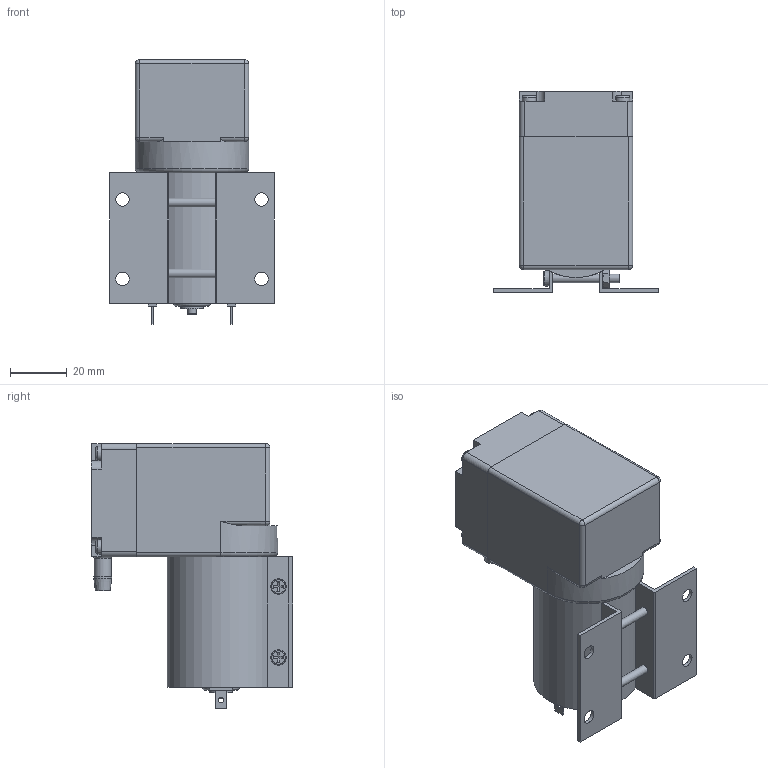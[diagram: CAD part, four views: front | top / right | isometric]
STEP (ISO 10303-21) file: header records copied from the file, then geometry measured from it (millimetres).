
FILE_DESCRIPTION(/* description */ (''),/* implementation_level */ '2;1');
FILE_NAME(/* name */ '',/* time_stamp */ '2024-03-14T10:00:52+08:00',/* author */ ('丰巍'),/* organization */ (''),/* preprocessor_version */ 'ST-DEVELOPER v20',/* originating_system */ 'Autodesk Inventor 2024',/* authorisation */ '');
FILE_SCHEMA (('AUTOMOTIVE_DESIGN { 1 0 10303 214 3 1 1 }'));
Length unit declared in the file: millimetre
Products named in the file (1): 直流泵VN-C1-24-2根线
Bounding box: 58 x 71 x 93.5 mm (x, y, z)
Volume: 153616.2 mm3; surface area: 40727.2 mm2
Topology: 20 solids, 20 shells, 414 faces, 1006 edges, 657 vertices
Faces by surface type: plane 228, cylinder 91, cone 52, torus 21, bspline 16, sphere 6
Full cylindrical faces by diameter (mm): 2 x2, 2.459 x2, 2.5 x1, 3 x6, 3.1 x2, 3.4 x2, 4.8 x4, 5 x4, 6 x2, 6.3 x2, 8 x1, 13 x1, 33.8 x1, 35.4 x1
Entity records: 12510 total; most frequent: CARTESIAN_POINT 2716, ORIENTED_EDGE 2008, DIRECTION 1967, EDGE_CURVE 1004, AXIS2_PLACEMENT_3D 704, VERTEX_POINT 656, LINE 559, VECTOR 559
